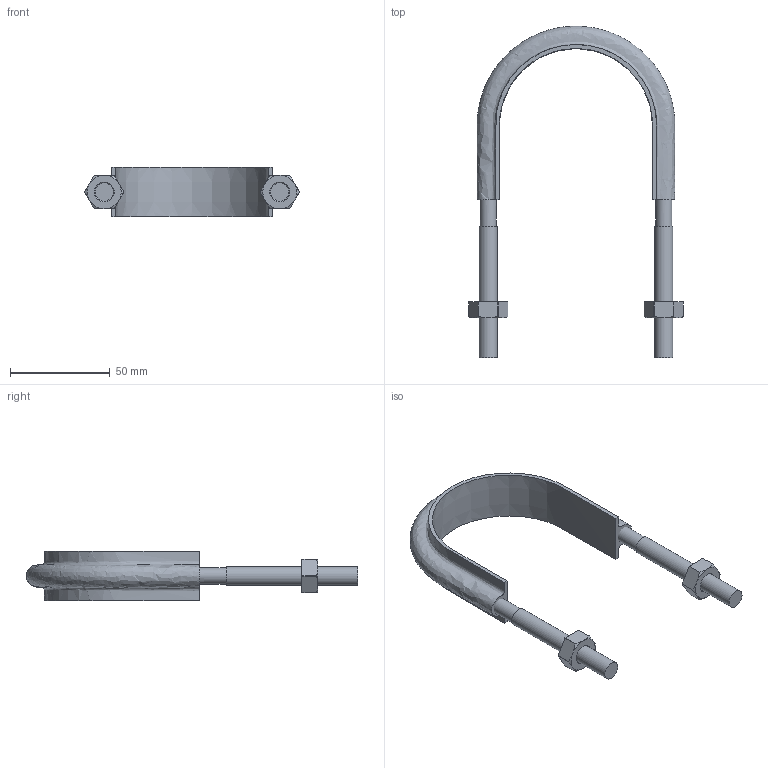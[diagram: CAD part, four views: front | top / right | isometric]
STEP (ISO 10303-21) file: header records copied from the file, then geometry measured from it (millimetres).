
FILE_DESCRIPTION( ( 'STEP AP203' ), '1' );
FILE_NAME( 'PE65+50.step', '2022-07-06T09:58:22', ( ' ' ), ( ' ' ), 'XStep 1.0', ' ', ' ' );
FILE_SCHEMA( ( 'CONFIG_CONTROL_DESIGN' ) );
Length unit declared in the file: millimetre
Products named in the file (4): 1; 2; 3; 4
Bounding box: 107.6 x 166.2 x 25 mm (x, y, z)
Volume: 53477.7 mm3; surface area: 25762.6 mm2
Topology: 4 solids, 4 shells, 75 faces, 168 edges, 103 vertices
Faces by surface type: plane 38, cylinder 18, cone 16, bspline 2, extrusion 1
Full cylindrical faces by diameter (mm): 8.2 x2, 8.376 x2, 9.2 x2
Entity records: 3088 total; most frequent: CARTESIAN_POINT 1371, DIRECTION 323, ORIENTED_EDGE 300, EDGE_CURVE 150, AXIS2_PLACEMENT_3D 140, VERTEX_POINT 96, EDGE_LOOP 92, FACE_OUTER_BOUND 82
